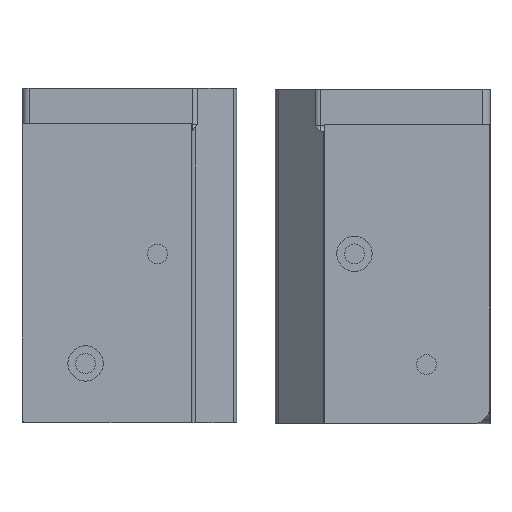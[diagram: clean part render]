
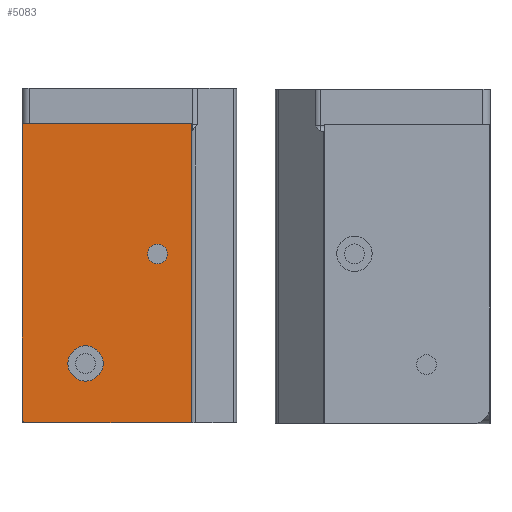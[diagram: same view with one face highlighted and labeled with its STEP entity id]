
A CAD part, left-side view. The second image highlights one B-rep face of the part: STEP entity #5083.
In plain terms, the highlighted planar face has unit normal (-1, 0, 0).
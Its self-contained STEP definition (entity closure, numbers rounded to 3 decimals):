
#240=FACE_BOUND('',#954,.T.);
#241=FACE_BOUND('',#955,.T.);
#370=PLANE('',#5457);
#636=FACE_OUTER_BOUND('',#953,.T.);
#953=EDGE_LOOP('',(#4634,#4635,#4636,#4637,#4638));
#954=EDGE_LOOP('',(#4639));
#955=EDGE_LOOP('',(#4640));
#1264=LINE('',#8582,#1759);
#1299=LINE('',#8667,#1794);
#1325=LINE('',#8867,#1820);
#1415=LINE('',#9468,#1910);
#1759=VECTOR('',#6153,10.);
#1794=VECTOR('',#6212,10.);
#1820=VECTOR('',#6262,10.);
#1910=VECTOR('',#6484,10.);
#2042=CIRCLE('',#5326,0.5);
#2098=CIRCLE('',#5450,1.4);
#2101=CIRCLE('',#5458,2.5);
#2360=VERTEX_POINT('',#8543);
#2361=VERTEX_POINT('',#8544);
#2378=VERTEX_POINT('',#8580);
#2416=VERTEX_POINT('',#8666);
#2467=VERTEX_POINT('',#8865);
#2560=VERTEX_POINT('',#9555);
#2563=VERTEX_POINT('',#9571);
#2976=EDGE_CURVE('',#2360,#2361,#2042,.T.);
#2995=EDGE_CURVE('',#2360,#2378,#1264,.F.);
#3037=EDGE_CURVE('',#2416,#2361,#1299,.F.);
#3093=EDGE_CURVE('',#2378,#2467,#1325,.T.);
#3234=EDGE_CURVE('',#2416,#2467,#1415,.F.);
#3260=EDGE_CURVE('',#2560,#2560,#2098,.T.);
#3267=EDGE_CURVE('',#2563,#2563,#2101,.F.);
#4634=ORIENTED_EDGE('',*,*,#2976,.F.);
#4635=ORIENTED_EDGE('',*,*,#2995,.T.);
#4636=ORIENTED_EDGE('',*,*,#3093,.T.);
#4637=ORIENTED_EDGE('',*,*,#3234,.F.);
#4638=ORIENTED_EDGE('',*,*,#3037,.T.);
#4639=ORIENTED_EDGE('',*,*,#3267,.T.);
#4640=ORIENTED_EDGE('',*,*,#3260,.F.);
#5083=ADVANCED_FACE('',(#636,#240,#241),#370,.F.);
#5326=AXIS2_PLACEMENT_3D('',#8545,#6124,#6125);
#5450=AXIS2_PLACEMENT_3D('',#9557,#6549,#6550);
#5457=AXIS2_PLACEMENT_3D('',#9570,#6567,#6568);
#5458=AXIS2_PLACEMENT_3D('',#9572,#6569,#6570);
#6124=DIRECTION('center_axis',(1.,0.,0.));
#6125=DIRECTION('ref_axis',(0.,0.707,-0.707));
#6153=DIRECTION('',(0.,1.,0.));
#6212=DIRECTION('',(0.,0.,1.));
#6262=DIRECTION('',(0.,0.,1.));
#6484=DIRECTION('',(0.,1.,0.));
#6549=DIRECTION('center_axis',(-1.,0.,0.));
#6550=DIRECTION('ref_axis',(0.,0.,1.));
#6567=DIRECTION('center_axis',(1.,0.,0.));
#6568=DIRECTION('ref_axis',(0.,0.,-1.));
#6569=DIRECTION('center_axis',(-1.,0.,0.));
#6570=DIRECTION('ref_axis',(0.,0.,1.));
#8543=CARTESIAN_POINT('',(0.,64.9,-0.15));
#8544=CARTESIAN_POINT('',(0.,65.4,0.35));
#8545=CARTESIAN_POINT('Origin',(0.,64.9,0.35));
#8580=CARTESIAN_POINT('',(0.,41.4,-0.15));
#8582=CARTESIAN_POINT('',(0.,64.4,-0.15));
#8666=CARTESIAN_POINT('',(0.,65.4,42.25));
#8667=CARTESIAN_POINT('',(0.,65.4,47.25));
#8865=CARTESIAN_POINT('',(0.,41.4,42.25));
#8867=CARTESIAN_POINT('',(0.,41.4,34.));
#9468=CARTESIAN_POINT('',(0.,58.882,42.25));
#9555=CARTESIAN_POINT('',(0.,46.2,22.35));
#9557=CARTESIAN_POINT('Origin',(0.,46.2,23.75));
#9570=CARTESIAN_POINT('Origin',(0.,64.4,47.25));
#9571=CARTESIAN_POINT('',(0.,56.4,5.75));
#9572=CARTESIAN_POINT('Origin',(0.,56.4,8.25));
